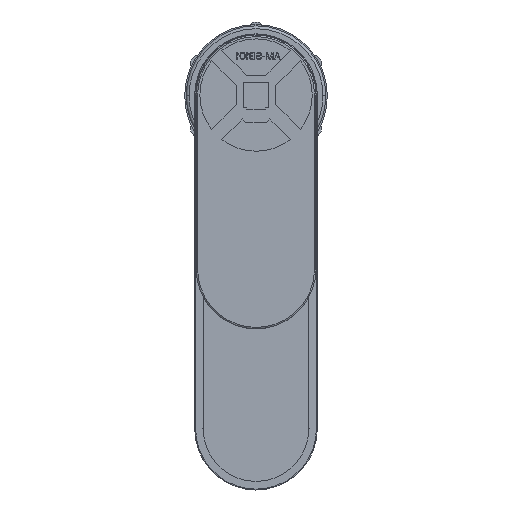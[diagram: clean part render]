
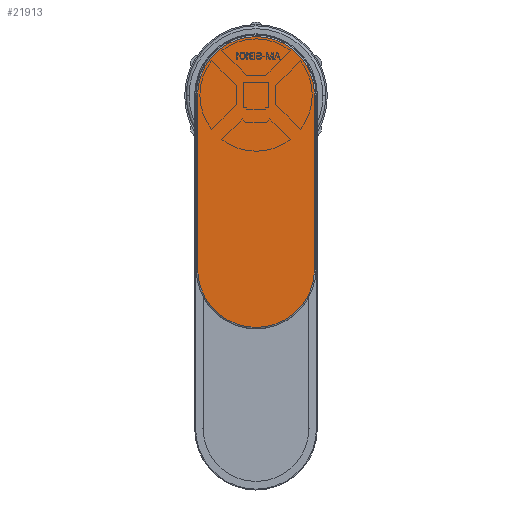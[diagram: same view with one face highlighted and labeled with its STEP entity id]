
A CAD part, top view. The second image highlights one B-rep face of the part: STEP entity #21913.
In plain terms, the highlighted planar face has unit normal (0, 0, 1).
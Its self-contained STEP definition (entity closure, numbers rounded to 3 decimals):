
#17741=DIRECTION('',(-1.,0.,0.));
#17742=VECTOR('',#17741,61.);
#17743=CARTESIAN_POINT('',(61.,20.5,0.));
#17744=LINE('',#17743,#17742);
#17745=CARTESIAN_POINT('',(61.,0.,0.));
#17746=DIRECTION('',(0.,0.,1.));
#17747=DIRECTION('',(0.,-1.,0.));
#17748=AXIS2_PLACEMENT_3D('',#17745,#17746,#17747);
#17750=DIRECTION('',(1.,0.,0.));
#17751=VECTOR('',#17750,61.);
#17752=CARTESIAN_POINT('',(0.,-20.5,0.));
#17753=LINE('',#17752,#17751);
#20846=CARTESIAN_POINT('',(0.,0.,0.));
#20847=DIRECTION('',(0.,0.,1.));
#20848=DIRECTION('',(0.,1.,0.));
#20849=AXIS2_PLACEMENT_3D('',#20846,#20847,#20848);
#20992=CARTESIAN_POINT('',(61.,20.5,0.));
#20993=CARTESIAN_POINT('',(0.,20.5,0.));
#20994=VERTEX_POINT('',#20992);
#20995=VERTEX_POINT('',#20993);
#20996=CARTESIAN_POINT('',(61.,-20.5,0.));
#20997=VERTEX_POINT('',#20996);
#21000=CARTESIAN_POINT('',(0.,-20.5,0.));
#21001=VERTEX_POINT('',#21000);
#21898=CARTESIAN_POINT('',(0.,0.,0.));
#21899=DIRECTION('',(0.,0.,1.));
#21900=DIRECTION('',(-1.,0.,0.));
#21901=AXIS2_PLACEMENT_3D('',#21898,#21899,#21900);
#21902=PLANE('',#21901);
#21904=ORIENTED_EDGE('',*,*,#21903,.F.);
#21906=ORIENTED_EDGE('',*,*,#21905,.F.);
#21908=ORIENTED_EDGE('',*,*,#21907,.F.);
#21910=ORIENTED_EDGE('',*,*,#21909,.F.);
#21911=EDGE_LOOP('',(#21904,#21906,#21908,#21910));
#21912=FACE_OUTER_BOUND('',#21911,.F.);
#21913=ADVANCED_FACE('',(#21912),#21902,.T.);
#17749=CIRCLE('',#17748,20.5);
#20850=CIRCLE('',#20849,20.5);
#21903=EDGE_CURVE('',#20994,#20995,#17744,.T.);
#21905=EDGE_CURVE('',#20997,#20994,#17749,.T.);
#21907=EDGE_CURVE('',#21001,#20997,#17753,.T.);
#21909=EDGE_CURVE('',#20995,#21001,#20850,.T.);
